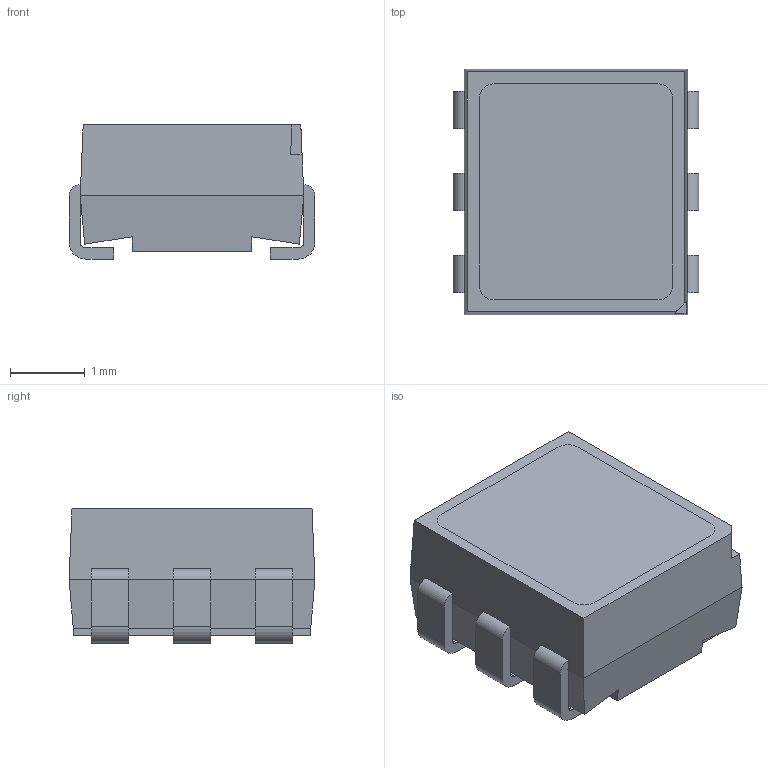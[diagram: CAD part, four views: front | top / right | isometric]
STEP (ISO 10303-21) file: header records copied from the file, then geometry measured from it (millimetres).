
FILE_DESCRIPTION (( 'STEP AP214' ), '1' );
FILE_NAME ('NSSM313A-V1.step', '2022-06-13T05:24:47', ( '' ), ( '' ), 'SwSTEP 2.0', 'SolidWorks 2016', '' );
FILE_SCHEMA (( 'AUTOMOTIVE_DESIGN' ));
Length unit declared in the file: inch
Products named in the file (7): Part4; Part5; Part2; Part3; NSSM313A-V1; Part6; Part1
Assembly tree (6 placements, depth 2):
  NSSM313A-V1
    Part1
    Part2
    Part3
    Part4
    Part5
    Part6
Bounding box: 3.3 x 3.3 x 1.8 mm (x, y, z)
Volume: 16.3 mm3; surface area: 87.3 mm2
Topology: 9 solids, 9 shells, 103 faces, 252 edges, 168 vertices
Faces by surface type: plane 77, cylinder 26
Entity records: 4714 total; most frequent: CARTESIAN_POINT 532, DIRECTION 528, ORIENTED_EDGE 504, EDGE_CURVE 252, VECTOR 200, LINE 200, VERTEX_POINT 168, AXIS2_PLACEMENT_3D 164
